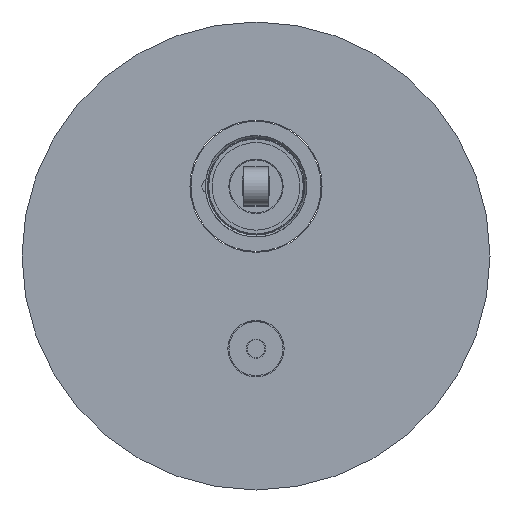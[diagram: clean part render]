
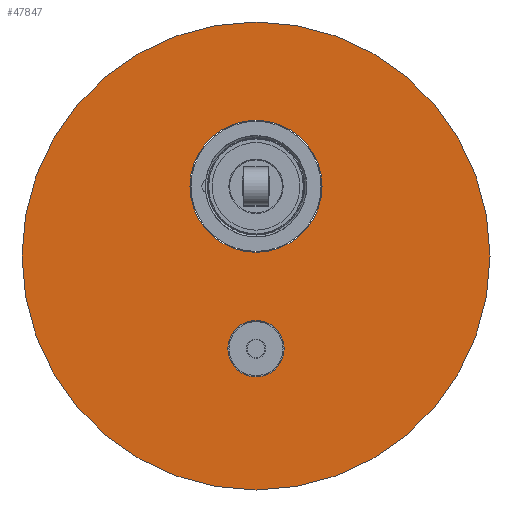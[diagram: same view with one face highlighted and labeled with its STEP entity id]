
A CAD part, front view. The second image highlights one B-rep face of the part: STEP entity #47847.
In plain terms, the highlighted planar face has unit normal (0, -1, 0).
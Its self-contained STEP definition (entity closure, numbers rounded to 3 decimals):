
#47716=CARTESIAN_POINT('',(0.,57.,-0.25));
#47717=DIRECTION('',(0.,1.,0.));
#47718=DIRECTION('',(1.,0.,0.));
#47719=AXIS2_PLACEMENT_3D('',#47716,#47717,#47718);
#47721=CARTESIAN_POINT('',(0.,57.,-0.25));
#47722=DIRECTION('',(0.,1.,0.));
#47723=DIRECTION('',(-1.,0.,0.));
#47724=AXIS2_PLACEMENT_3D('',#47721,#47722,#47723);
#47726=CARTESIAN_POINT('',(0.,57.,25.5));
#47727=DIRECTION('',(0.,-1.,0.));
#47728=DIRECTION('',(1.,0.,0.));
#47729=AXIS2_PLACEMENT_3D('',#47726,#47727,#47728);
#47731=CARTESIAN_POINT('',(0.,57.,25.5));
#47732=DIRECTION('',(0.,-1.,0.));
#47733=DIRECTION('',(-1.,0.,0.));
#47734=AXIS2_PLACEMENT_3D('',#47731,#47732,#47733);
#47736=CARTESIAN_POINT('',(0.,57.,-34.5));
#47737=DIRECTION('',(0.,-1.,0.));
#47738=DIRECTION('',(1.,0.,0.));
#47739=AXIS2_PLACEMENT_3D('',#47736,#47737,#47738);
#47741=CARTESIAN_POINT('',(0.,57.,-34.5));
#47742=DIRECTION('',(0.,-1.,0.));
#47743=DIRECTION('',(-1.,0.,0.));
#47744=AXIS2_PLACEMENT_3D('',#47741,#47742,#47743);
#47800=CARTESIAN_POINT('',(86.5,57.,-0.25));
#47801=CARTESIAN_POINT('',(-86.5,57.,-0.25));
#47802=VERTEX_POINT('',#47800);
#47803=VERTEX_POINT('',#47801);
#47808=CARTESIAN_POINT('',(24.4,57.,25.5));
#47809=CARTESIAN_POINT('',(-24.4,57.,25.5));
#47810=VERTEX_POINT('',#47808);
#47811=VERTEX_POINT('',#47809);
#47816=CARTESIAN_POINT('',(10.4,57.,-34.5));
#47817=CARTESIAN_POINT('',(-10.4,57.,-34.5));
#47818=VERTEX_POINT('',#47816);
#47819=VERTEX_POINT('',#47817);
#47824=CARTESIAN_POINT('',(0.,57.,-0.25));
#47825=DIRECTION('',(0.,1.,0.));
#47826=DIRECTION('',(1.,0.,0.));
#47827=AXIS2_PLACEMENT_3D('',#47824,#47825,#47826);
#47828=PLANE('',#47827);
#47830=ORIENTED_EDGE('',*,*,#47829,.T.);
#47832=ORIENTED_EDGE('',*,*,#47831,.T.);
#47833=EDGE_LOOP('',(#47830,#47832));
#47834=FACE_OUTER_BOUND('',#47833,.F.);
#47836=ORIENTED_EDGE('',*,*,#47835,.T.);
#47838=ORIENTED_EDGE('',*,*,#47837,.T.);
#47839=EDGE_LOOP('',(#47836,#47838));
#47840=FACE_BOUND('',#47839,.F.);
#47842=ORIENTED_EDGE('',*,*,#47841,.T.);
#47844=ORIENTED_EDGE('',*,*,#47843,.T.);
#47845=EDGE_LOOP('',(#47842,#47844));
#47846=FACE_BOUND('',#47845,.F.);
#47847=ADVANCED_FACE('',(#47834,#47840,#47846),#47828,.F.);
#47720=CIRCLE('',#47719,86.5);
#47725=CIRCLE('',#47724,86.5);
#47730=CIRCLE('',#47729,24.4);
#47735=CIRCLE('',#47734,24.4);
#47740=CIRCLE('',#47739,10.4);
#47745=CIRCLE('',#47744,10.4);
#47829=EDGE_CURVE('',#47802,#47803,#47720,.T.);
#47831=EDGE_CURVE('',#47803,#47802,#47725,.T.);
#47835=EDGE_CURVE('',#47810,#47811,#47730,.T.);
#47837=EDGE_CURVE('',#47811,#47810,#47735,.T.);
#47841=EDGE_CURVE('',#47818,#47819,#47740,.T.);
#47843=EDGE_CURVE('',#47819,#47818,#47745,.T.);
